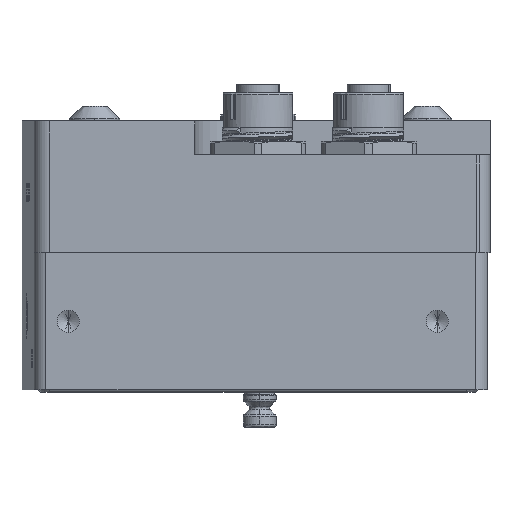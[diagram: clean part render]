
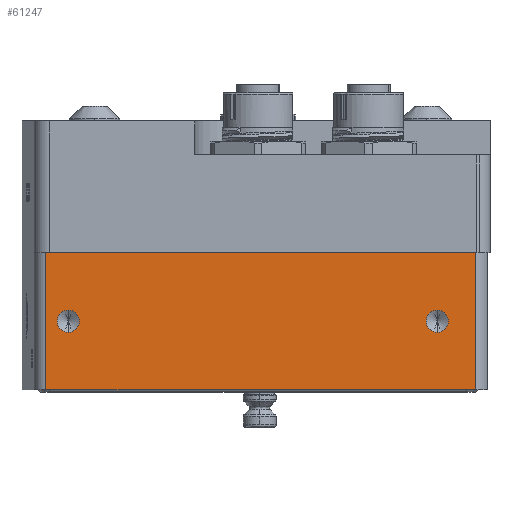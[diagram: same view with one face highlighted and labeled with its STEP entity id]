
A CAD part, left-side view. The second image highlights one B-rep face of the part: STEP entity #61247.
In plain terms, the highlighted planar face has unit normal (-1, 0, 0).
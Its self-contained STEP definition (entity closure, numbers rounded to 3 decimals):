
#1520 = CARTESIAN_POINT ( 'NONE',  ( 0.1, 10., -38. ) ) ;
#1940 = LINE ( 'NONE', #31288, #38948 ) ;
#2045 = PLANE ( 'NONE',  #66374 ) ;
#7345 = ORIENTED_EDGE ( 'NONE', *, *, #43771, .F. ) ;
#8324 = VERTEX_POINT ( 'NONE', #21468 ) ;
#8464 = CARTESIAN_POINT ( 'NONE',  ( 0.1, 80., -38. ) ) ;
#8534 = DIRECTION ( 'NONE',  ( 0., 0., 1. ) ) ;
#8877 = CARTESIAN_POINT ( 'NONE',  ( 0.1, 80., -38. ) ) ;
#10576 = EDGE_CURVE ( 'NONE', #44406, #64710, #83043, .T. ) ;
#10893 = FACE_BOUND ( 'NONE', #34404, .T. ) ;
#12360 = DIRECTION ( 'NONE',  ( 0., 0., 1. ) ) ;
#12545 = EDGE_CURVE ( 'NONE', #51597, #74003, #16223, .T. ) ;
#15498 = DIRECTION ( 'NONE',  ( 0., 0., 1. ) ) ;
#15879 = DIRECTION ( 'NONE',  ( 0., 0., 1. ) ) ;
#16223 = LINE ( 'NONE', #64674, #69536 ) ;
#16856 = CARTESIAN_POINT ( 'NONE',  ( 0.1, 83.5, -51. ) ) ;
#17562 = CARTESIAN_POINT ( 'NONE',  ( 0.1, 10., -40.1 ) ) ;
#18437 = VECTOR ( 'NONE', #58531, 1000. ) ;
#21468 = CARTESIAN_POINT ( 'NONE',  ( 0.1, 84.264, -51. ) ) ;
#22941 = DIRECTION ( 'NONE',  ( 0., -1., 0. ) ) ;
#24968 = FACE_BOUND ( 'NONE', #67304, .T. ) ;
#29548 = AXIS2_PLACEMENT_3D ( 'NONE', #80195, #38520, #87226 ) ;
#30004 = CARTESIAN_POINT ( 'NONE',  ( 0.1, 83.5, -285.859 ) ) ;
#30201 = EDGE_CURVE ( 'NONE', #8324, #70095, #90327, .T. ) ;
#30290 = CARTESIAN_POINT ( 'NONE',  ( 0.1, 2.7, -51. ) ) ;
#31288 = CARTESIAN_POINT ( 'NONE',  ( 0.1, 84.264, -285.859 ) ) ;
#34404 = EDGE_LOOP ( 'NONE', ( #7345, #72831 ) ) ;
#36772 = CARTESIAN_POINT ( 'NONE',  ( 0.1, 84.264, -25. ) ) ;
#37051 = DIRECTION ( 'NONE',  ( 0., -1., 0. ) ) ;
#38520 = DIRECTION ( 'NONE',  ( -1., 0., 0. ) ) ;
#38948 = VECTOR ( 'NONE', #79964, 1000. ) ;
#40594 = ORIENTED_EDGE ( 'NONE', *, *, #51111, .F. ) ;
#41002 = AXIS2_PLACEMENT_3D ( 'NONE', #1520, #50252, #8534 ) ;
#41545 = VERTEX_POINT ( 'NONE', #65039 ) ;
#43771 = EDGE_CURVE ( 'NONE', #64710, #44406, #59351, .T. ) ;
#44406 = VERTEX_POINT ( 'NONE', #17562 ) ;
#44769 = CIRCLE ( 'NONE', #86516, 2.1 ) ;
#44858 = VECTOR ( 'NONE', #12360, 1000. ) ;
#46465 = EDGE_CURVE ( 'NONE', #70095, #74003, #63343, .T. ) ;
#48068 = ORIENTED_EDGE ( 'NONE', *, *, #75694, .T. ) ;
#50252 = DIRECTION ( 'NONE',  ( -1., 0., 0. ) ) ;
#51111 = EDGE_CURVE ( 'NONE', #81292, #41545, #44769, .T. ) ;
#51597 = VERTEX_POINT ( 'NONE', #36772 ) ;
#53884 = CARTESIAN_POINT ( 'NONE',  ( 0.1, 2.7, -25. ) ) ;
#55026 = CIRCLE ( 'NONE', #77776, 2.1 ) ;
#57145 = DIRECTION ( 'NONE',  ( -1., 0., 0. ) ) ;
#57525 = DIRECTION ( 'NONE',  ( -1., 0., 0. ) ) ;
#58531 = DIRECTION ( 'NONE',  ( 0., -1., 0. ) ) ;
#59351 = CIRCLE ( 'NONE', #41002, 2.1 ) ;
#61247 = ADVANCED_FACE ( 'NONE', ( #24968, #10893, #62000 ), #2045, .T. ) ;
#62000 = FACE_OUTER_BOUND ( 'NONE', #85830, .T. ) ;
#62082 = CARTESIAN_POINT ( 'NONE',  ( 0.1, 80., -40.1 ) ) ;
#63343 = LINE ( 'NONE', #88480, #44858 ) ;
#63460 = ORIENTED_EDGE ( 'NONE', *, *, #30201, .T. ) ;
#64674 = CARTESIAN_POINT ( 'NONE',  ( 0.1, 83.496, -25. ) ) ;
#64710 = VERTEX_POINT ( 'NONE', #71077 ) ;
#65039 = CARTESIAN_POINT ( 'NONE',  ( 0.1, 80., -35.9 ) ) ;
#66374 = AXIS2_PLACEMENT_3D ( 'NONE', #30004, #78698, #37051 ) ;
#66824 = EDGE_CURVE ( 'NONE', #41545, #81292, #55026, .T. ) ;
#67304 = EDGE_LOOP ( 'NONE', ( #80437, #40594 ) ) ;
#69536 = VECTOR ( 'NONE', #22941, 1000. ) ;
#70095 = VERTEX_POINT ( 'NONE', #30290 ) ;
#71077 = CARTESIAN_POINT ( 'NONE',  ( 0.1, 10., -35.9 ) ) ;
#72831 = ORIENTED_EDGE ( 'NONE', *, *, #10576, .F. ) ;
#74003 = VERTEX_POINT ( 'NONE', #53884 ) ;
#74608 = ORIENTED_EDGE ( 'NONE', *, *, #46465, .T. ) ;
#75694 = EDGE_CURVE ( 'NONE', #51597, #8324, #1940, .T. ) ;
#77776 = AXIS2_PLACEMENT_3D ( 'NONE', #8464, #57145, #15498 ) ;
#78698 = DIRECTION ( 'NONE',  ( -1., 0., 0. ) ) ;
#79130 = ORIENTED_EDGE ( 'NONE', *, *, #12545, .F. ) ;
#79964 = DIRECTION ( 'NONE',  ( 0., 0., -1. ) ) ;
#80195 = CARTESIAN_POINT ( 'NONE',  ( 0.1, 10., -38. ) ) ;
#80437 = ORIENTED_EDGE ( 'NONE', *, *, #66824, .F. ) ;
#81292 = VERTEX_POINT ( 'NONE', #62082 ) ;
#83043 = CIRCLE ( 'NONE', #29548, 2.1 ) ;
#85830 = EDGE_LOOP ( 'NONE', ( #48068, #63460, #74608, #79130 ) ) ;
#86516 = AXIS2_PLACEMENT_3D ( 'NONE', #8877, #57525, #15879 ) ;
#87226 = DIRECTION ( 'NONE',  ( 0., 0., 1. ) ) ;
#88480 = CARTESIAN_POINT ( 'NONE',  ( 0.1, 2.7, -285.859 ) ) ;
#90327 = LINE ( 'NONE', #16856, #18437 ) ;
